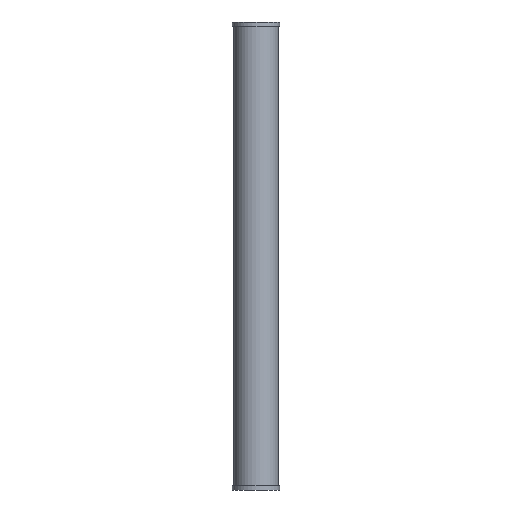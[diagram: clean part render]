
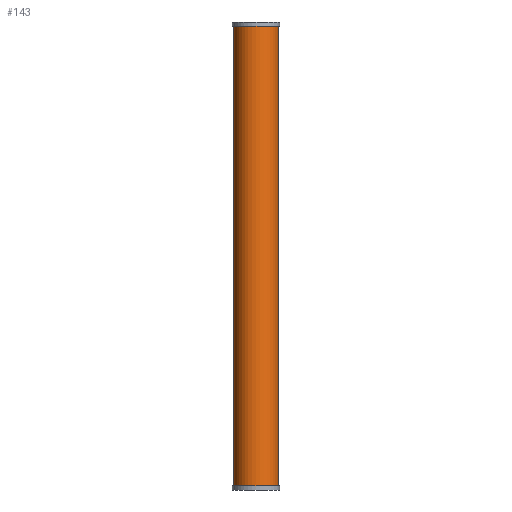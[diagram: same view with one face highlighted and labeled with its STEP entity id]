
A CAD part, front view. The second image highlights one B-rep face of the part: STEP entity #143.
In plain terms, the highlighted cylindrical face has radius 55 mm (diameter 110 mm), a partial arc.
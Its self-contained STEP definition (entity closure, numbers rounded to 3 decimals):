
#18 = VERTEX_POINT ( 'NONE', #654 ) ;
#41 = AXIS2_PLACEMENT_3D ( 'NONE', #543, #536, #533 ) ;
#62 = AXIS2_PLACEMENT_3D ( 'NONE', #648, #645, #650 ) ;
#70 = CARTESIAN_POINT ( 'NONE',  ( -55., 0., 10. ) ) ;
#79 = ORIENTED_EDGE ( 'NONE', *, *, #327, .F. ) ;
#86 = AXIS2_PLACEMENT_3D ( 'NONE', #556, #552, #551 ) ;
#104 = CARTESIAN_POINT ( 'NONE',  ( 55., 0., 1150. ) ) ;
#143 = ADVANCED_FACE ( 'NONE', ( #578 ), #314, .T. ) ;
#180 = DIRECTION ( 'NONE',  ( 0., 0., -1. ) ) ;
#246 = CARTESIAN_POINT ( 'NONE',  ( 55., 0., 10. ) ) ;
#298 = VERTEX_POINT ( 'NONE', #589 ) ;
#314 = CYLINDRICAL_SURFACE ( 'NONE', #62, 55. ) ;
#318 = EDGE_CURVE ( 'NONE', #298, #712, #669, .T. ) ;
#321 = EDGE_CURVE ( 'NONE', #298, #18, #518, .T. ) ;
#327 = EDGE_CURVE ( 'NONE', #698, #712, #499, .T. ) ;
#328 = ORIENTED_EDGE ( 'NONE', *, *, #614, .F. ) ;
#370 = VECTOR ( 'NONE', #571, 1000. ) ;
#479 = ORIENTED_EDGE ( 'NONE', *, *, #321, .F. ) ;
#499 = CIRCLE ( 'NONE', #41, 55. ) ;
#518 = CIRCLE ( 'NONE', #86, 55. ) ;
#533 = DIRECTION ( 'NONE',  ( -1., 0., 0. ) ) ;
#536 = DIRECTION ( 'NONE',  ( 0., 0., -1. ) ) ;
#543 = CARTESIAN_POINT ( 'NONE',  ( 0., 0., 10. ) ) ;
#551 = DIRECTION ( 'NONE',  ( 1., 0., 0. ) ) ;
#552 = DIRECTION ( 'NONE',  ( 0., 0., 1. ) ) ;
#556 = CARTESIAN_POINT ( 'NONE',  ( 0., 0., 1140. ) ) ;
#570 = CARTESIAN_POINT ( 'NONE',  ( -55., 0., 1150. ) ) ;
#571 = DIRECTION ( 'NONE',  ( 0., 0., -1. ) ) ;
#578 = FACE_OUTER_BOUND ( 'NONE', #725, .T. ) ;
#589 = CARTESIAN_POINT ( 'NONE',  ( -55., 0., 1140. ) ) ;
#614 = EDGE_CURVE ( 'NONE', #18, #698, #714, .T. ) ;
#634 = ORIENTED_EDGE ( 'NONE', *, *, #318, .T. ) ;
#645 = DIRECTION ( 'NONE',  ( 0., 0., -1. ) ) ;
#648 = CARTESIAN_POINT ( 'NONE',  ( 0., 0., 1150. ) ) ;
#650 = DIRECTION ( 'NONE',  ( -1., 0., 0. ) ) ;
#654 = CARTESIAN_POINT ( 'NONE',  ( 55., 0., 1140. ) ) ;
#669 = LINE ( 'NONE', #570, #370 ) ;
#687 = VECTOR ( 'NONE', #180, 1000. ) ;
#698 = VERTEX_POINT ( 'NONE', #246 ) ;
#712 = VERTEX_POINT ( 'NONE', #70 ) ;
#714 = LINE ( 'NONE', #104, #687 ) ;
#725 = EDGE_LOOP ( 'NONE', ( #328, #479, #634, #79 ) ) ;
